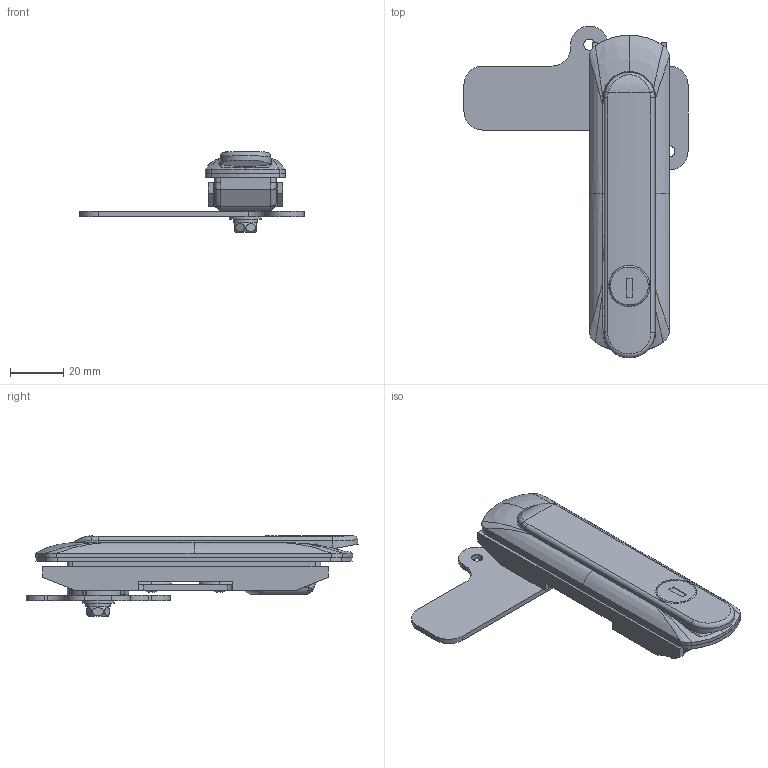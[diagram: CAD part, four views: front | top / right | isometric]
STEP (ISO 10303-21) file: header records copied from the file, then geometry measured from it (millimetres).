
FILE_DESCRIPTION (( 'STEP AP203' ), '1' );
FILE_NAME ('A-1464-2-1.STEP', '2021-11-09T04:00:41', ( '' ), ( '' ), 'SwSTEP 2.0', 'SolidWorks 2018', '' );
FILE_SCHEMA (( 'CONFIG_CONTROL_DESIGN' ));
Length unit declared in the file: millimetre
Products named in the file (14): A-1464-2_stp_; +nblt-M4_M4亊10; AC-1025-E-3,-4_AC-1025-E-4; R200rotor__R200-2-2; A-1464-2_pcｋn; pw-M5-st_M5-冇12亊冇5.3亊t1.0; A-1464-2_mntplt_; A-1464-2_pin_; +hexblt-M5_M5亊10; A-1464-2_bdy_; A-1464-2_sft_; sw-M5_JIS B 1251 No.2 5; A-1464-2-1; A-1464-2_hdl__A-1464-2-1
Assembly tree (14 placements, depth 2):
  A-1464-2-1
    A-1464-2_bdy_
    A-1464-2_sft_
    A-1464-2_pin_
    A-1464-2_hdl__A-1464-2-1
    R200rotor__R200-2-2
    A-1464-2_pcｋn
    A-1464-2_stp_
    A-1464-2_mntplt_
    AC-1025-E-3,-4_AC-1025-E-4
    +hexblt-M5_M5亊10
    sw-M5_JIS B 1251 No.2 5
    pw-M5-st_M5-冇12亊冇5.3亊t1.0
    +nblt-M4_M4亊10  x2
Bounding box: 84 x 124.49 x 30.2 mm (x, y, z)
Volume: 48279.8 mm3; surface area: 39138.3 mm2
Topology: 14 solids, 14 shells, 453 faces, 1168 edges, 761 vertices
Faces by surface type: plane 220, cylinder 176, torus 22, bspline 20, cone 8, sphere 7
Entity records: 16283 total; most frequent: CARTESIAN_POINT 4109, DIRECTION 2277, ORIENTED_EDGE 2212, EDGE_CURVE 1106, AXIS2_PLACEMENT_3D 832, VERTEX_POINT 722, LINE 613, VECTOR 613
